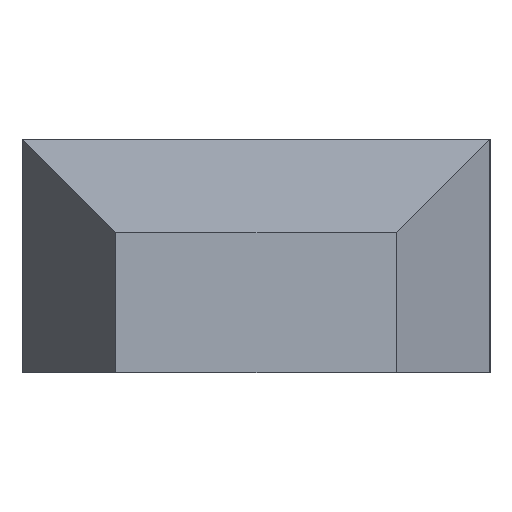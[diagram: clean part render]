
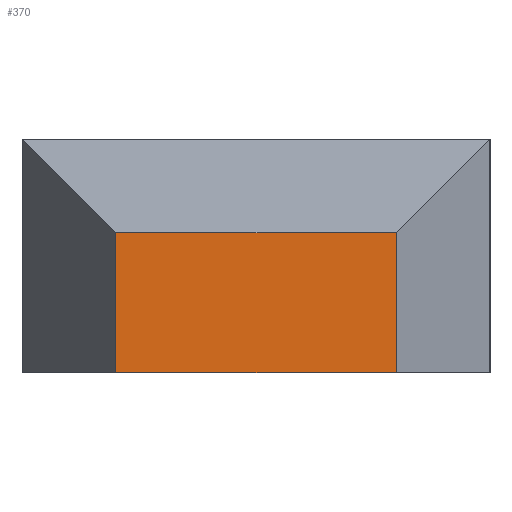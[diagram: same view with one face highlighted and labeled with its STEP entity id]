
A CAD part, left-side view. The second image highlights one B-rep face of the part: STEP entity #370.
In plain terms, the highlighted planar face has unit normal (-1, 0, 0).
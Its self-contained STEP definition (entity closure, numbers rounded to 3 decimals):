
#9 = EDGE_CURVE ( 'NONE', #25, #373, #19, .T. ) ;
#19 = LINE ( 'NONE', #336, #107 ) ;
#22 = ORIENTED_EDGE ( 'NONE', *, *, #567, .T. ) ;
#25 = VERTEX_POINT ( 'NONE', #73 ) ;
#26 = DIRECTION ( 'NONE',  ( 0., 1., 0. ) ) ;
#39 = LINE ( 'NONE', #267, #500 ) ;
#48 = ORIENTED_EDGE ( 'NONE', *, *, #308, .F. ) ;
#73 = CARTESIAN_POINT ( 'NONE',  ( -100., -15., 15. ) ) ;
#78 = CARTESIAN_POINT ( 'NONE',  ( -100., -15., 0. ) ) ;
#83 = DIRECTION ( 'NONE',  ( 0., 1., 0. ) ) ;
#107 = VECTOR ( 'NONE', #458, 1000. ) ;
#121 = LINE ( 'NONE', #344, #489 ) ;
#139 = ORIENTED_EDGE ( 'NONE', *, *, #9, .F. ) ;
#196 = EDGE_LOOP ( 'NONE', ( #139, #402, #22, #48 ) ) ;
#198 = VERTEX_POINT ( 'NONE', #534 ) ;
#200 = LINE ( 'NONE', #506, #466 ) ;
#211 = PLANE ( 'NONE',  #320 ) ;
#220 = DIRECTION ( 'NONE',  ( 0., 0., -1. ) ) ;
#248 = FACE_OUTER_BOUND ( 'NONE', #196, .T. ) ;
#258 = CARTESIAN_POINT ( 'NONE',  ( -100., 15., 0. ) ) ;
#267 = CARTESIAN_POINT ( 'NONE',  ( -100., 15., 25. ) ) ;
#308 = EDGE_CURVE ( 'NONE', #373, #369, #200, .T. ) ;
#320 = AXIS2_PLACEMENT_3D ( 'NONE', #338, #378, #345 ) ;
#336 = CARTESIAN_POINT ( 'NONE',  ( -100., -15., 25. ) ) ;
#338 = CARTESIAN_POINT ( 'NONE',  ( -100., -15., 25. ) ) ;
#344 = CARTESIAN_POINT ( 'NONE',  ( -100., -25., 15. ) ) ;
#345 = DIRECTION ( 'NONE',  ( 0., 0., 1. ) ) ;
#369 = VERTEX_POINT ( 'NONE', #258 ) ;
#370 = ADVANCED_FACE ( 'NONE', ( #248 ), #211, .T. ) ;
#373 = VERTEX_POINT ( 'NONE', #78 ) ;
#378 = DIRECTION ( 'NONE',  ( -1., 0., 0. ) ) ;
#402 = ORIENTED_EDGE ( 'NONE', *, *, #438, .T. ) ;
#438 = EDGE_CURVE ( 'NONE', #25, #198, #121, .T. ) ;
#458 = DIRECTION ( 'NONE',  ( 0., 0., -1. ) ) ;
#466 = VECTOR ( 'NONE', #26, 1000. ) ;
#489 = VECTOR ( 'NONE', #83, 1000. ) ;
#500 = VECTOR ( 'NONE', #220, 1000. ) ;
#506 = CARTESIAN_POINT ( 'NONE',  ( -100., -15., 0. ) ) ;
#534 = CARTESIAN_POINT ( 'NONE',  ( -100., 15., 15. ) ) ;
#567 = EDGE_CURVE ( 'NONE', #198, #369, #39, .T. ) ;
